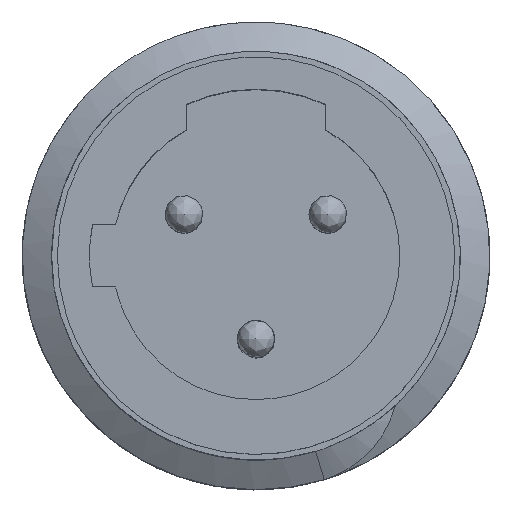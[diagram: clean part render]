
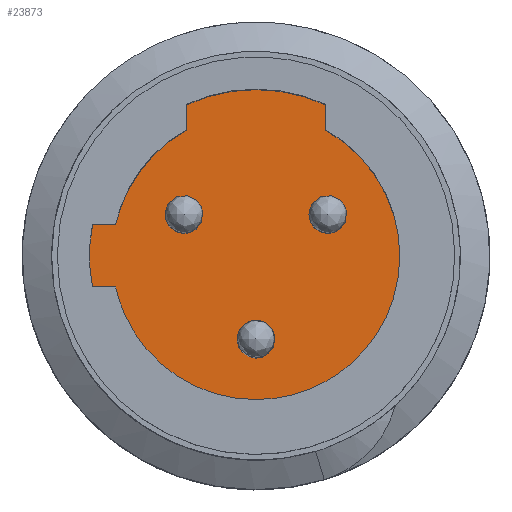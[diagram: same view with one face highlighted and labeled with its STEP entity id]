
A CAD part, top view. The second image highlights one B-rep face of the part: STEP entity #23873.
In plain terms, the highlighted free-form (B-spline) face has degree [1, 1] with [2, 2] control points.
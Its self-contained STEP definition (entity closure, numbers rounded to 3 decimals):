
#23595=CARTESIAN_POINT('',(1.833,4.,36.23));
#23596=VERTEX_POINT('',#23595);
#23603=CARTESIAN_POINT('',(-1.833,4.,36.23));
#23604=VERTEX_POINT('',#23603);
#23610=CARTESIAN_POINT('',(-1.833,4.,36.23));
#23611=CARTESIAN_POINT('',(0.,4.84,36.23));
#23612=CARTESIAN_POINT('',(1.833,4.,36.23));
#23613=(BOUNDED_CURVE()B_SPLINE_CURVE(2,(#23610,#23611,#23612),.CIRCULAR_ARC.,.F.,.U.)B_SPLINE_CURVE_WITH_KNOTS((3,3),(0.,1.),.UNSPECIFIED.)CURVE()GEOMETRIC_REPRESENTATION_ITEM()RATIONAL_B_SPLINE_CURVE((1.,0.909,1.))REPRESENTATION_ITEM(''));
#23614=EDGE_CURVE('',#23604,#23596,#23613,.T.);
#23625=CARTESIAN_POINT('',(1.833,3.329,36.23));
#23626=VERTEX_POINT('',#23625);
#23627=CARTESIAN_POINT('',(1.833,4.,36.23));
#23628=CARTESIAN_POINT('',(1.833,3.329,36.23));
#23629=B_SPLINE_CURVE_WITH_KNOTS('',1,(#23627,#23628),.POLYLINE_FORM.,.F.,.U.,(2,2),(0.789,1.),.UNSPECIFIED.);
#23630=EDGE_CURVE('',#23596,#23626,#23629,.T.);
#23664=CARTESIAN_POINT('',(-3.709,-0.825,36.23));
#23665=VERTEX_POINT('',#23664);
#23666=CARTESIAN_POINT('',(1.833,3.329,36.23));
#23667=CARTESIAN_POINT('',(1.867,3.31,36.23));
#23668=CARTESIAN_POINT('',(1.9,3.291,36.23));
#23669=CARTESIAN_POINT('',(7.6,0.,36.23));
#23670=CARTESIAN_POINT('',(1.9,-3.291,36.23));
#23671=CARTESIAN_POINT('',(-2.585,-5.88,36.23));
#23672=CARTESIAN_POINT('',(-3.709,-0.825,36.23));
#23673=(BOUNDED_CURVE()B_SPLINE_CURVE(2,(#23666,#23667,#23668,#23669,#23670,#23671,#23672),.CIRCULAR_ARC.,.F.,.U.)B_SPLINE_CURVE_WITH_KNOTS((3,2,2,3),(0.04,0.044,0.377,0.671),.UNSPECIFIED.)CURVE()GEOMETRIC_REPRESENTATION_ITEM()RATIONAL_B_SPLINE_CURVE((0.989,0.994,1.,0.5,1.,0.56,0.895))REPRESENTATION_ITEM(''));
#23674=EDGE_CURVE('',#23626,#23665,#23673,.T.);
#23691=CARTESIAN_POINT('',(-4.322,-0.825,36.23));
#23692=VERTEX_POINT('',#23691);
#23700=CARTESIAN_POINT('',(-3.709,-0.825,36.23));
#23701=CARTESIAN_POINT('',(-4.322,-0.825,36.23));
#23702=B_SPLINE_CURVE_WITH_KNOTS('',1,(#23700,#23701),.POLYLINE_FORM.,.F.,.U.,(2,2),(0.,0.246),.UNSPECIFIED.);
#23703=EDGE_CURVE('',#23665,#23692,#23702,.T.);
#23723=CARTESIAN_POINT('',(-4.322,0.825,36.23));
#23724=VERTEX_POINT('',#23723);
#23732=CARTESIAN_POINT('',(-4.322,-0.825,36.23));
#23733=CARTESIAN_POINT('',(-4.479,0.,36.23));
#23734=CARTESIAN_POINT('',(-4.322,0.825,36.23));
#23735=(BOUNDED_CURVE()B_SPLINE_CURVE(2,(#23732,#23733,#23734),.CIRCULAR_ARC.,.F.,.U.)B_SPLINE_CURVE_WITH_KNOTS((3,3),(0.,1.),.UNSPECIFIED.)CURVE()GEOMETRIC_REPRESENTATION_ITEM()RATIONAL_B_SPLINE_CURVE((1.,0.982,1.))REPRESENTATION_ITEM(''));
#23736=EDGE_CURVE('',#23692,#23724,#23735,.T.);
#23747=CARTESIAN_POINT('',(-3.709,0.825,36.23));
#23748=VERTEX_POINT('',#23747);
#23749=CARTESIAN_POINT('',(-4.322,0.825,36.23));
#23750=CARTESIAN_POINT('',(-3.709,0.825,36.23));
#23751=B_SPLINE_CURVE_WITH_KNOTS('',1,(#23749,#23750),.POLYLINE_FORM.,.F.,.U.,(2,2),(0.754,1.),.UNSPECIFIED.);
#23752=EDGE_CURVE('',#23724,#23748,#23751,.T.);
#23782=CARTESIAN_POINT('',(-1.833,3.329,36.23));
#23783=VERTEX_POINT('',#23782);
#23784=CARTESIAN_POINT('',(-3.709,0.825,36.23));
#23785=CARTESIAN_POINT('',(-3.337,2.501,36.23));
#23786=CARTESIAN_POINT('',(-1.833,3.329,36.23));
#23787=(BOUNDED_CURVE()B_SPLINE_CURVE(2,(#23784,#23785,#23786),.CIRCULAR_ARC.,.F.,.U.)B_SPLINE_CURVE_WITH_KNOTS((3,3),(0.83,0.96),.UNSPECIFIED.)CURVE()GEOMETRIC_REPRESENTATION_ITEM()RATIONAL_B_SPLINE_CURVE((0.895,0.747,0.75))REPRESENTATION_ITEM(''));
#23788=EDGE_CURVE('',#23748,#23783,#23787,.T.);
#23808=CARTESIAN_POINT('',(-1.833,3.329,36.23));
#23809=CARTESIAN_POINT('',(-1.833,4.,36.23));
#23810=B_SPLINE_CURVE_WITH_KNOTS('',1,(#23808,#23809),.POLYLINE_FORM.,.F.,.U.,(2,2),(0.,0.211),.UNSPECIFIED.);
#23811=EDGE_CURVE('',#23783,#23604,#23810,.T.);
#23816=CARTESIAN_POINT('',(8.258,7.24,36.23));
#23817=CARTESIAN_POINT('',(8.258,-7.24,36.23));
#23818=CARTESIAN_POINT('',(-6.222,7.24,36.23));
#23819=CARTESIAN_POINT('',(-6.222,-7.24,36.23));
#23820=B_SPLINE_SURFACE_WITH_KNOTS('',1,1,((#23816,#23817),(#23818,#23819)),.PLANE_SURF.,.F.,.F.,.U.,(2,2),(2,2),(0.,1.),(0.,1.),.UNSPECIFIED.);
#23821=ORIENTED_EDGE('',*,*,#23788,.F.);
#23822=ORIENTED_EDGE('',*,*,#23752,.F.);
#23823=ORIENTED_EDGE('',*,*,#23736,.F.);
#23824=ORIENTED_EDGE('',*,*,#23703,.F.);
#23825=ORIENTED_EDGE('',*,*,#23674,.F.);
#23826=ORIENTED_EDGE('',*,*,#23630,.F.);
#23827=ORIENTED_EDGE('',*,*,#23614,.F.);
#23828=ORIENTED_EDGE('',*,*,#23811,.F.);
#23829=EDGE_LOOP('',(#23821,#23822,#23823,#23824,#23825,#23826,#23827,#23828));
#23830=FACE_OUTER_BOUND('',#23829,.T.);
#23831=CARTESIAN_POINT('',(-0.5,-2.194,36.23));
#23832=VERTEX_POINT('',#23831);
#23833=CARTESIAN_POINT('',(-0.5,-2.194,36.23));
#23834=CARTESIAN_POINT('',(-0.5,-1.328,36.23));
#23835=CARTESIAN_POINT('',(0.25,-1.761,36.23));
#23836=CARTESIAN_POINT('',(1.,-2.194,36.23));
#23837=CARTESIAN_POINT('',(0.25,-2.627,36.23));
#23838=CARTESIAN_POINT('',(-0.5,-3.06,36.23));
#23839=CARTESIAN_POINT('',(-0.5,-2.194,36.23));
#23840=(BOUNDED_CURVE()B_SPLINE_CURVE(2,(#23833,#23834,#23835,#23836,#23837,#23838,#23839),.CIRCULAR_ARC.,.T.,.U.)B_SPLINE_CURVE_WITH_KNOTS((3,2,2,3),(0.,0.333,0.667,1.),.UNSPECIFIED.)CURVE()GEOMETRIC_REPRESENTATION_ITEM()RATIONAL_B_SPLINE_CURVE((1.,0.5,1.,0.5,1.,0.5,1.))REPRESENTATION_ITEM(''));
#23841=EDGE_CURVE('',#23832,#23832,#23840,.T.);
#23842=ORIENTED_EDGE('',*,*,#23841,.T.);
#23843=EDGE_LOOP('',(#23842));
#23844=FACE_BOUND('',#23843,.T.);
#23845=CARTESIAN_POINT('',(1.4,1.097,36.23));
#23846=VERTEX_POINT('',#23845);
#23847=CARTESIAN_POINT('',(1.4,1.097,36.23));
#23848=CARTESIAN_POINT('',(1.4,1.963,36.23));
#23849=CARTESIAN_POINT('',(2.15,1.53,36.23));
#23850=CARTESIAN_POINT('',(2.9,1.097,36.23));
#23851=CARTESIAN_POINT('',(2.15,0.664,36.23));
#23852=CARTESIAN_POINT('',(1.4,0.231,36.23));
#23853=CARTESIAN_POINT('',(1.4,1.097,36.23));
#23854=(BOUNDED_CURVE()B_SPLINE_CURVE(2,(#23847,#23848,#23849,#23850,#23851,#23852,#23853),.CIRCULAR_ARC.,.T.,.U.)B_SPLINE_CURVE_WITH_KNOTS((3,2,2,3),(0.,0.333,0.667,1.),.UNSPECIFIED.)CURVE()GEOMETRIC_REPRESENTATION_ITEM()RATIONAL_B_SPLINE_CURVE((1.,0.5,1.,0.5,1.,0.5,1.))REPRESENTATION_ITEM(''));
#23855=EDGE_CURVE('',#23846,#23846,#23854,.T.);
#23856=ORIENTED_EDGE('',*,*,#23855,.T.);
#23857=EDGE_LOOP('',(#23856));
#23858=FACE_BOUND('',#23857,.T.);
#23859=CARTESIAN_POINT('',(-2.4,1.097,36.23));
#23860=VERTEX_POINT('',#23859);
#23861=CARTESIAN_POINT('',(-2.4,1.097,36.23));
#23862=CARTESIAN_POINT('',(-2.4,1.963,36.23));
#23863=CARTESIAN_POINT('',(-1.65,1.53,36.23));
#23864=CARTESIAN_POINT('',(-0.9,1.097,36.23));
#23865=CARTESIAN_POINT('',(-1.65,0.664,36.23));
#23866=CARTESIAN_POINT('',(-2.4,0.231,36.23));
#23867=CARTESIAN_POINT('',(-2.4,1.097,36.23));
#23868=(BOUNDED_CURVE()B_SPLINE_CURVE(2,(#23861,#23862,#23863,#23864,#23865,#23866,#23867),.CIRCULAR_ARC.,.T.,.U.)B_SPLINE_CURVE_WITH_KNOTS((3,2,2,3),(0.,0.333,0.667,1.),.UNSPECIFIED.)CURVE()GEOMETRIC_REPRESENTATION_ITEM()RATIONAL_B_SPLINE_CURVE((1.,0.5,1.,0.5,1.,0.5,1.))REPRESENTATION_ITEM(''));
#23869=EDGE_CURVE('',#23860,#23860,#23868,.T.);
#23870=ORIENTED_EDGE('',*,*,#23869,.T.);
#23871=EDGE_LOOP('',(#23870));
#23872=FACE_BOUND('',#23871,.T.);
#23873=ADVANCED_FACE('',(#23830,#23844,#23858,#23872),#23820,.T.);
